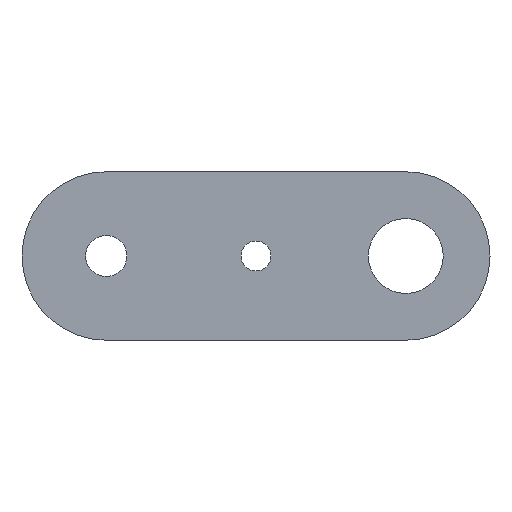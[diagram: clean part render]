
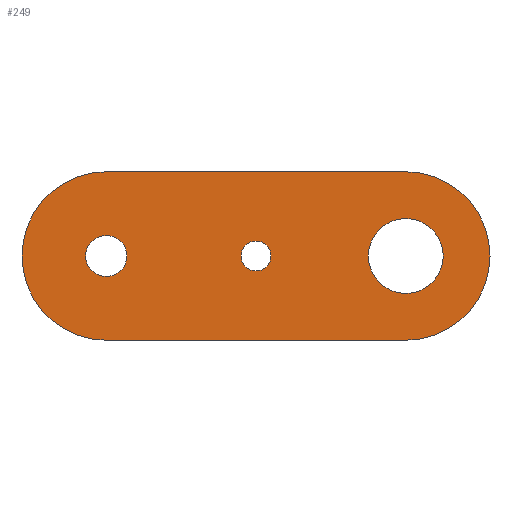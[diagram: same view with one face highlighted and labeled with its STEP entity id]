
A CAD part, front view. The second image highlights one B-rep face of the part: STEP entity #249.
In plain terms, the highlighted planar face has unit normal (0, -1, 0).
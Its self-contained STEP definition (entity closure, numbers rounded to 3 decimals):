
#1 = CARTESIAN_POINT ( 'NONE',  ( -40., 0., 0. ) ) ;
#5 = PLANE ( 'NONE',  #253 ) ;
#16 = VECTOR ( 'NONE', #99, 1000. ) ;
#18 = DIRECTION ( 'NONE',  ( 0., 0., 1. ) ) ;
#19 = VERTEX_POINT ( 'NONE', #62 ) ;
#20 = CARTESIAN_POINT ( 'NONE',  ( 40., 0., 0. ) ) ;
#22 = CARTESIAN_POINT ( 'NONE',  ( -40., 0., 5.5 ) ) ;
#26 = CARTESIAN_POINT ( 'NONE',  ( 0., 0., 0. ) ) ;
#28 = EDGE_CURVE ( 'NONE', #401, #236, #172, .T. ) ;
#29 = CARTESIAN_POINT ( 'NONE',  ( 40., 0., 0. ) ) ;
#35 = DIRECTION ( 'NONE',  ( 0., 0., 1. ) ) ;
#37 = DIRECTION ( 'NONE',  ( 0., 1., 0. ) ) ;
#39 = FACE_BOUND ( 'NONE', #259, .T. ) ;
#40 = AXIS2_PLACEMENT_3D ( 'NONE', #1, #213, #318 ) ;
#41 = FACE_OUTER_BOUND ( 'NONE', #108, .T. ) ;
#43 = CARTESIAN_POINT ( 'NONE',  ( -40., 0., -5.5 ) ) ;
#62 = CARTESIAN_POINT ( 'NONE',  ( 40., 0., -10. ) ) ;
#71 = FACE_BOUND ( 'NONE', #348, .T. ) ;
#72 = CIRCLE ( 'NONE', #40, 22.5 ) ;
#74 = FACE_BOUND ( 'NONE', #105, .T. ) ;
#77 = EDGE_CURVE ( 'NONE', #19, #418, #114, .T. ) ;
#86 = ORIENTED_EDGE ( 'NONE', *, *, #93, .T. ) ;
#93 = EDGE_CURVE ( 'NONE', #382, #373, #402, .T. ) ;
#99 = DIRECTION ( 'NONE',  ( -1., 0., 0. ) ) ;
#103 = EDGE_CURVE ( 'NONE', #342, #294, #279, .T. ) ;
#105 = EDGE_LOOP ( 'NONE', ( #184, #86 ) ) ;
#107 = EDGE_CURVE ( 'NONE', #236, #158, #72, .T. ) ;
#108 = EDGE_LOOP ( 'NONE', ( #199, #117, #375, #435 ) ) ;
#114 = CIRCLE ( 'NONE', #453, 10. ) ;
#117 = ORIENTED_EDGE ( 'NONE', *, *, #365, .F. ) ;
#126 = DIRECTION ( 'NONE',  ( 0., 1., 0. ) ) ;
#143 = CIRCLE ( 'NONE', #414, 22.5 ) ;
#149 = DIRECTION ( 'NONE',  ( 0., 0., 1. ) ) ;
#154 = CARTESIAN_POINT ( 'NONE',  ( 40., 0., 10. ) ) ;
#157 = CARTESIAN_POINT ( 'NONE',  ( -40., 0., 0. ) ) ;
#158 = VERTEX_POINT ( 'NONE', #322 ) ;
#161 = ORIENTED_EDGE ( 'NONE', *, *, #103, .T. ) ;
#168 = DIRECTION ( 'NONE',  ( 0., 0., 1. ) ) ;
#172 = LINE ( 'NONE', #201, #16 ) ;
#176 = DIRECTION ( 'NONE',  ( 0., 1., 0. ) ) ;
#184 = ORIENTED_EDGE ( 'NONE', *, *, #359, .T. ) ;
#199 = ORIENTED_EDGE ( 'NONE', *, *, #381, .F. ) ;
#201 = CARTESIAN_POINT ( 'NONE',  ( -40., 0., -22.5 ) ) ;
#213 = DIRECTION ( 'NONE',  ( 0., 1., 0. ) ) ;
#215 = CARTESIAN_POINT ( 'NONE',  ( -40., 0., -22.5 ) ) ;
#218 = ORIENTED_EDGE ( 'NONE', *, *, #258, .T. ) ;
#232 = AXIS2_PLACEMENT_3D ( 'NONE', #287, #389, #168 ) ;
#236 = VERTEX_POINT ( 'NONE', #215 ) ;
#240 = AXIS2_PLACEMENT_3D ( 'NONE', #157, #380, #18 ) ;
#249 = ADVANCED_FACE ( 'NONE', ( #41, #74, #39, #71 ), #5, .F. ) ;
#250 = DIRECTION ( 'NONE',  ( 0., 1., 0. ) ) ;
#252 = CARTESIAN_POINT ( 'NONE',  ( 40., 0., 0. ) ) ;
#253 = AXIS2_PLACEMENT_3D ( 'NONE', #252, #176, #291 ) ;
#254 = DIRECTION ( 'NONE',  ( 0., 0., 1. ) ) ;
#258 = EDGE_CURVE ( 'NONE', #418, #19, #431, .T. ) ;
#259 = EDGE_LOOP ( 'NONE', ( #161, #440 ) ) ;
#260 = LINE ( 'NONE', #336, #396 ) ;
#262 = AXIS2_PLACEMENT_3D ( 'NONE', #26, #250, #427 ) ;
#271 = DIRECTION ( 'NONE',  ( 1., 0., 0. ) ) ;
#273 = VERTEX_POINT ( 'NONE', #293 ) ;
#279 = CIRCLE ( 'NONE', #232, 5.5 ) ;
#287 = CARTESIAN_POINT ( 'NONE',  ( -40., 0., 0. ) ) ;
#291 = DIRECTION ( 'NONE',  ( 0., 0., 1. ) ) ;
#293 = CARTESIAN_POINT ( 'NONE',  ( 40., 0., 22.5 ) ) ;
#294 = VERTEX_POINT ( 'NONE', #22 ) ;
#310 = EDGE_CURVE ( 'NONE', #294, #342, #422, .T. ) ;
#311 = ORIENTED_EDGE ( 'NONE', *, *, #77, .T. ) ;
#318 = DIRECTION ( 'NONE',  ( 0., 0., 1. ) ) ;
#322 = CARTESIAN_POINT ( 'NONE',  ( -40., 0., 22.5 ) ) ;
#329 = AXIS2_PLACEMENT_3D ( 'NONE', #374, #383, #149 ) ;
#336 = CARTESIAN_POINT ( 'NONE',  ( -40., 0., 22.5 ) ) ;
#342 = VERTEX_POINT ( 'NONE', #43 ) ;
#343 = CARTESIAN_POINT ( 'NONE',  ( 40., 0., -22.5 ) ) ;
#348 = EDGE_LOOP ( 'NONE', ( #311, #218 ) ) ;
#359 = EDGE_CURVE ( 'NONE', #373, #382, #377, .T. ) ;
#365 = EDGE_CURVE ( 'NONE', #158, #273, #260, .T. ) ;
#371 = DIRECTION ( 'NONE',  ( 0., 1., 0. ) ) ;
#373 = VERTEX_POINT ( 'NONE', #447 ) ;
#374 = CARTESIAN_POINT ( 'NONE',  ( 0., 0., 0. ) ) ;
#375 = ORIENTED_EDGE ( 'NONE', *, *, #107, .F. ) ;
#377 = CIRCLE ( 'NONE', #329, 4. ) ;
#380 = DIRECTION ( 'NONE',  ( 0., 1., 0. ) ) ;
#381 = EDGE_CURVE ( 'NONE', #273, #401, #143, .T. ) ;
#382 = VERTEX_POINT ( 'NONE', #441 ) ;
#383 = DIRECTION ( 'NONE',  ( 0., 1., 0. ) ) ;
#389 = DIRECTION ( 'NONE',  ( 0., 1., 0. ) ) ;
#396 = VECTOR ( 'NONE', #271, 1000. ) ;
#401 = VERTEX_POINT ( 'NONE', #343 ) ;
#402 = CIRCLE ( 'NONE', #262, 4. ) ;
#410 = DIRECTION ( 'NONE',  ( 0., 0., 1. ) ) ;
#414 = AXIS2_PLACEMENT_3D ( 'NONE', #20, #371, #410 ) ;
#418 = VERTEX_POINT ( 'NONE', #154 ) ;
#422 = CIRCLE ( 'NONE', #240, 5.5 ) ;
#427 = DIRECTION ( 'NONE',  ( 0., 0., 1. ) ) ;
#431 = CIRCLE ( 'NONE', #460, 10. ) ;
#433 = CARTESIAN_POINT ( 'NONE',  ( 40., 0., 0. ) ) ;
#435 = ORIENTED_EDGE ( 'NONE', *, *, #28, .F. ) ;
#440 = ORIENTED_EDGE ( 'NONE', *, *, #310, .T. ) ;
#441 = CARTESIAN_POINT ( 'NONE',  ( 0., 0., 4. ) ) ;
#447 = CARTESIAN_POINT ( 'NONE',  ( 0., 0., -4. ) ) ;
#453 = AXIS2_PLACEMENT_3D ( 'NONE', #29, #126, #35 ) ;
#460 = AXIS2_PLACEMENT_3D ( 'NONE', #433, #37, #254 ) ;
